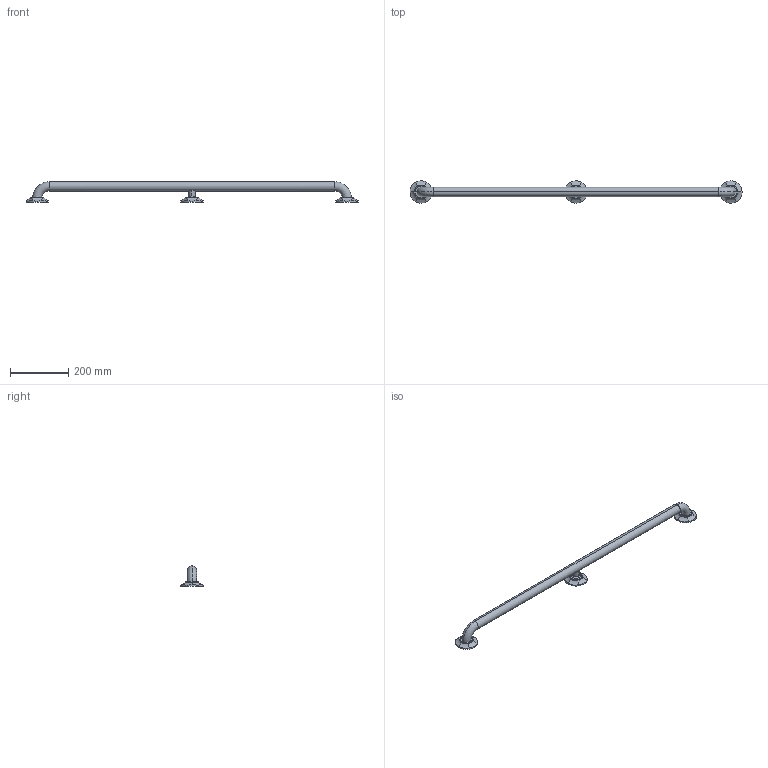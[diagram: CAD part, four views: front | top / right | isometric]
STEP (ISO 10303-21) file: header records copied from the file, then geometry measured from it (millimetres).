
FILE_DESCRIPTION((''),'2;1');
FILE_NAME('666_WEB','2010-09-02T',('project'),(''),'PRO/ENGINEER BY PARAMETRIC TECHNOLOGY CORPORATION, 2009300','PRO/ENGINEER BY PARAMETRIC TECHNOLOGY CORPORATION, 2009300','');
FILE_SCHEMA(('CONFIG_CONTROL_DESIGN'));
Length unit declared in the file: inch
Products named in the file (1): 666_WEB
Bounding box: 1143 x 76.2 x 70.36 mm (x, y, z)
Surface area: 160864.8 mm2 (no closed solid volume)
Topology: 0 solids, 11 shells, 53 faces, 117 edges, 76 vertices
Faces by surface type: cylinder 29, plane 12, torus 10, cone 2
Entity records: 1796 total; most frequent: CARTESIAN_POINT 646, DIRECTION 229, ORIENTED_EDGE 214, EDGE_CURVE 117, AXIS2_PLACEMENT_3D 99, VERTEX_POINT 76, EDGE_LOOP 53, FACE_OUTER_BOUND 53
